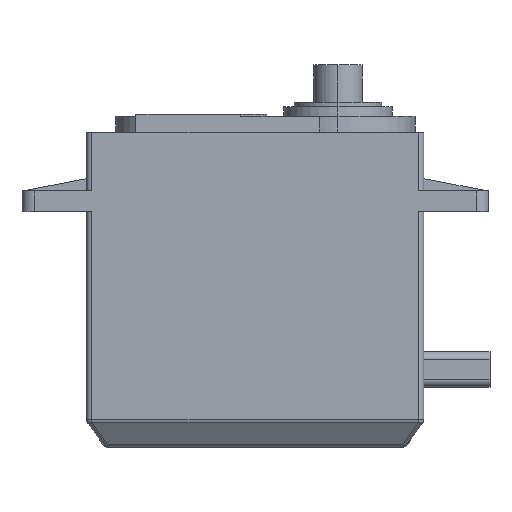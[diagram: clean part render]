
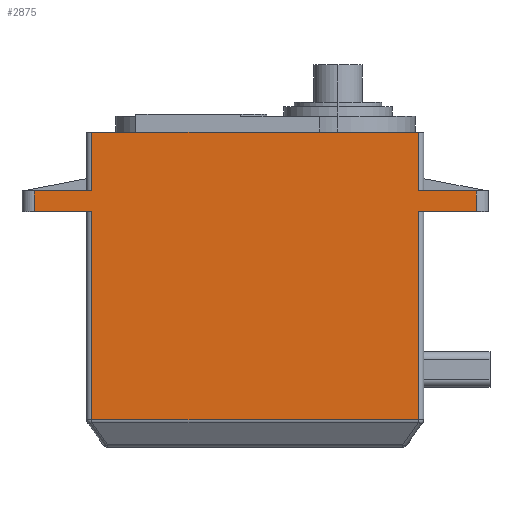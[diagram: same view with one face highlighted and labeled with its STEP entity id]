
A CAD part, top view. The second image highlights one B-rep face of the part: STEP entity #2875.
In plain terms, the highlighted planar face has unit normal (0, 0, 1).
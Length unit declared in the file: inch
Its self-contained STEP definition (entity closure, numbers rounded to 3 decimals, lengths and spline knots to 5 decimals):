
#60 = AXIS2_PLACEMENT_3D ( 'NONE', #2241, #1662, #3399 ) ;
#74 = CARTESIAN_POINT ( 'NONE',  ( -0.245, 1.1, 0. ) ) ;
#156 = VERTEX_POINT ( 'NONE', #1339 ) ;
#161 = LINE ( 'NONE', #1377, #2553 ) ;
#164 = EDGE_CURVE ( 'NONE', #2642, #1869, #2673, .T. ) ;
#168 = EDGE_CURVE ( 'NONE', #2661, #2442, #1363, .T. ) ;
#277 = CARTESIAN_POINT ( 'NONE',  ( 0., 1.47, 0. ) ) ;
#323 = CARTESIAN_POINT ( 'NONE',  ( 1.55, 1.47, 0. ) ) ;
#454 = VERTEX_POINT ( 'NONE', #74 ) ;
#481 = ORIENTED_EDGE ( 'NONE', *, *, #3200, .T. ) ;
#505 = LINE ( 'NONE', #3162, #3047 ) ;
#540 = DIRECTION ( 'NONE',  ( -1., 0., 0. ) ) ;
#610 = CARTESIAN_POINT ( 'NONE',  ( 0.024, 1.1, 0. ) ) ;
#641 = FACE_OUTER_BOUND ( 'NONE', #2461, .T. ) ;
#669 = VERTEX_POINT ( 'NONE', #2836 ) ;
#707 = VERTEX_POINT ( 'NONE', #1965 ) ;
#796 = EDGE_CURVE ( 'NONE', #3235, #3283, #1884, .T. ) ;
#819 = DIRECTION ( 'NONE',  ( 0., -1., 0. ) ) ;
#845 = CARTESIAN_POINT ( 'NONE',  ( 1.55, 1.47, 0. ) ) ;
#985 = VECTOR ( 'NONE', #1362, 39.37008 ) ;
#1048 = DIRECTION ( 'NONE',  ( 0., -1., 0. ) ) ;
#1067 = DIRECTION ( 'NONE',  ( -1., 0., 0. ) ) ;
#1117 = ORIENTED_EDGE ( 'NONE', *, *, #2809, .T. ) ;
#1129 = LINE ( 'NONE', #277, #2762 ) ;
#1188 = DIRECTION ( 'NONE',  ( 0., 1., 0. ) ) ;
#1227 = DIRECTION ( 'NONE',  ( 1., 0., 0. ) ) ;
#1231 = CARTESIAN_POINT ( 'NONE',  ( 1.574, 1.196, 0. ) ) ;
#1257 = CARTESIAN_POINT ( 'NONE',  ( 0.024, 0.12764, 0. ) ) ;
#1330 = LINE ( 'NONE', #1231, #2092 ) ;
#1339 = CARTESIAN_POINT ( 'NONE',  ( 1.55, 1.47, 0. ) ) ;
#1357 = LINE ( 'NONE', #2199, #3579 ) ;
#1359 = ORIENTED_EDGE ( 'NONE', *, *, #1986, .T. ) ;
#1362 = DIRECTION ( 'NONE',  ( 1., 0., 0. ) ) ;
#1363 = LINE ( 'NONE', #323, #3272 ) ;
#1377 = CARTESIAN_POINT ( 'NONE',  ( 0., 1.1, 0. ) ) ;
#1403 = EDGE_CURVE ( 'NONE', #3306, #3737, #2372, .T. ) ;
#1495 = EDGE_CURVE ( 'NONE', #669, #2642, #1736, .T. ) ;
#1543 = VECTOR ( 'NONE', #540, 39.37008 ) ;
#1559 = ORIENTED_EDGE ( 'NONE', *, *, #168, .T. ) ;
#1582 = CARTESIAN_POINT ( 'NONE',  ( 0.024, 1.196, 0. ) ) ;
#1641 = CARTESIAN_POINT ( 'NONE',  ( 0.024, 1.47, 0. ) ) ;
#1662 = DIRECTION ( 'NONE',  ( 0., 0., -1. ) ) ;
#1679 = ORIENTED_EDGE ( 'NONE', *, *, #2832, .F. ) ;
#1703 = DIRECTION ( 'NONE',  ( -1., 0., 0. ) ) ;
#1736 = LINE ( 'NONE', #3149, #3278 ) ;
#1789 = VECTOR ( 'NONE', #1048, 39.37008 ) ;
#1869 = VERTEX_POINT ( 'NONE', #1996 ) ;
#1884 = LINE ( 'NONE', #1641, #1789 ) ;
#1929 = ORIENTED_EDGE ( 'NONE', *, *, #164, .T. ) ;
#1965 = CARTESIAN_POINT ( 'NONE',  ( 1.55, 1.196, 0. ) ) ;
#1967 = PLANE ( 'NONE',  #60 ) ;
#1986 = EDGE_CURVE ( 'NONE', #3283, #2661, #2348, .T. ) ;
#1996 = CARTESIAN_POINT ( 'NONE',  ( -0.245, 1.196, 0. ) ) ;
#2039 = ORIENTED_EDGE ( 'NONE', *, *, #1495, .T. ) ;
#2092 = VECTOR ( 'NONE', #2751, 39.37008 ) ;
#2120 = ORIENTED_EDGE ( 'NONE', *, *, #2181, .T. ) ;
#2140 = LINE ( 'NONE', #845, #3457 ) ;
#2144 = CARTESIAN_POINT ( 'NONE',  ( 1.55, 1.1, 0. ) ) ;
#2181 = EDGE_CURVE ( 'NONE', #3737, #707, #1330, .T. ) ;
#2185 = ORIENTED_EDGE ( 'NONE', *, *, #1403, .T. ) ;
#2199 = CARTESIAN_POINT ( 'NONE',  ( -0.245, 1.1, 0. ) ) ;
#2241 = CARTESIAN_POINT ( 'NONE',  ( 0., 1.47, 0. ) ) ;
#2348 = LINE ( 'NONE', #2546, #985 ) ;
#2372 = LINE ( 'NONE', #3508, #3152 ) ;
#2442 = VERTEX_POINT ( 'NONE', #2144 ) ;
#2461 = EDGE_LOOP ( 'NONE', ( #1929, #481, #3391, #2772, #1359, #1559, #1679, #2185, #2120, #1117, #2782, #2039 ) ) ;
#2479 = DIRECTION ( 'NONE',  ( 0., 1., 0. ) ) ;
#2546 = CARTESIAN_POINT ( 'NONE',  ( 1.574, 0.12764, 0. ) ) ;
#2553 = VECTOR ( 'NONE', #1067, 39.37008 ) ;
#2580 = DIRECTION ( 'NONE',  ( 0., 1., 0. ) ) ;
#2642 = VERTEX_POINT ( 'NONE', #1582 ) ;
#2661 = VERTEX_POINT ( 'NONE', #3318 ) ;
#2673 = LINE ( 'NONE', #3393, #1543 ) ;
#2751 = DIRECTION ( 'NONE',  ( -1., 0., 0. ) ) ;
#2762 = VECTOR ( 'NONE', #1227, 39.37008 ) ;
#2772 = ORIENTED_EDGE ( 'NONE', *, *, #796, .T. ) ;
#2782 = ORIENTED_EDGE ( 'NONE', *, *, #3357, .F. ) ;
#2809 = EDGE_CURVE ( 'NONE', #707, #156, #2140, .T. ) ;
#2825 = DIRECTION ( 'NONE',  ( 0., -1., 0. ) ) ;
#2832 = EDGE_CURVE ( 'NONE', #3306, #2442, #505, .T. ) ;
#2836 = CARTESIAN_POINT ( 'NONE',  ( 0.024, 1.47, 0. ) ) ;
#2875 = ADVANCED_FACE ( 'NONE', ( #641 ), #1967, .F. ) ;
#2941 = EDGE_CURVE ( 'NONE', #3235, #454, #161, .T. ) ;
#3047 = VECTOR ( 'NONE', #1703, 39.37008 ) ;
#3149 = CARTESIAN_POINT ( 'NONE',  ( 0.024, 1.47, 0. ) ) ;
#3152 = VECTOR ( 'NONE', #1188, 39.37008 ) ;
#3160 = CARTESIAN_POINT ( 'NONE',  ( 1.819, 1.196, 0. ) ) ;
#3162 = CARTESIAN_POINT ( 'NONE',  ( 1.574, 1.1, 0. ) ) ;
#3200 = EDGE_CURVE ( 'NONE', #1869, #454, #1357, .T. ) ;
#3203 = CARTESIAN_POINT ( 'NONE',  ( 1.819, 1.1, 0. ) ) ;
#3235 = VERTEX_POINT ( 'NONE', #610 ) ;
#3272 = VECTOR ( 'NONE', #2479, 39.37008 ) ;
#3278 = VECTOR ( 'NONE', #819, 39.37008 ) ;
#3283 = VERTEX_POINT ( 'NONE', #1257 ) ;
#3306 = VERTEX_POINT ( 'NONE', #3203 ) ;
#3318 = CARTESIAN_POINT ( 'NONE',  ( 1.55, 0.12764, 0. ) ) ;
#3357 = EDGE_CURVE ( 'NONE', #669, #156, #1129, .T. ) ;
#3391 = ORIENTED_EDGE ( 'NONE', *, *, #2941, .F. ) ;
#3393 = CARTESIAN_POINT ( 'NONE',  ( 0., 1.196, 0. ) ) ;
#3399 = DIRECTION ( 'NONE',  ( -1., 0., 0. ) ) ;
#3457 = VECTOR ( 'NONE', #2580, 39.37008 ) ;
#3508 = CARTESIAN_POINT ( 'NONE',  ( 1.819, 1.196, 0. ) ) ;
#3579 = VECTOR ( 'NONE', #2825, 39.37008 ) ;
#3737 = VERTEX_POINT ( 'NONE', #3160 ) ;
